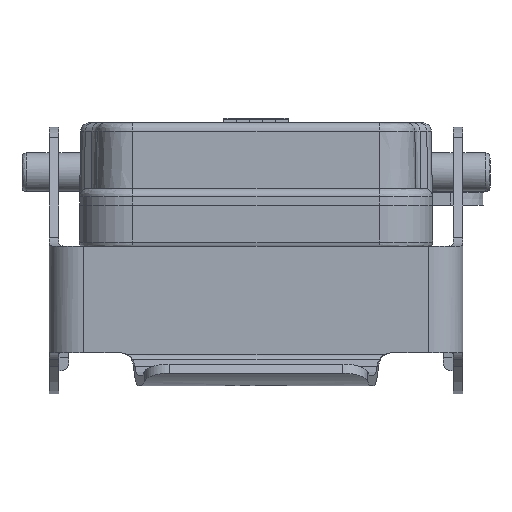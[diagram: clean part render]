
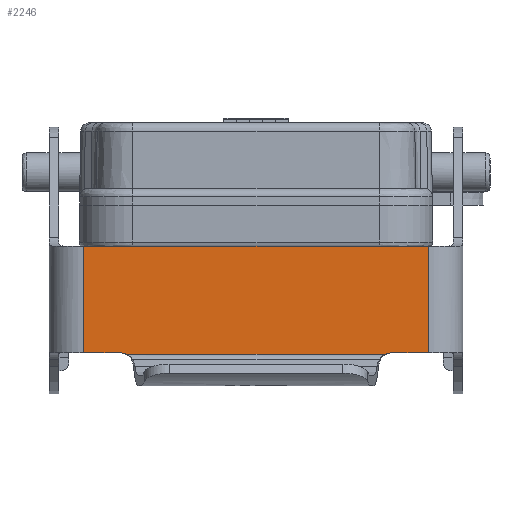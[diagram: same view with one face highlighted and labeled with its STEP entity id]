
A CAD part, left-side view. The second image highlights one B-rep face of the part: STEP entity #2246.
In plain terms, the highlighted planar face has unit normal (-1, 0, 0).
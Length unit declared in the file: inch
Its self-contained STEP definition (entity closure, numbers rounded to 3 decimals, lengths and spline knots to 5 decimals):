
#112 = EDGE_CURVE ( 'NONE', #17467, #3074, #13170, .T. ) ;
#209 = ORIENTED_EDGE ( 'NONE', *, *, #112, .T. ) ;
#222 = CARTESIAN_POINT ( 'NONE',  ( -1.57087, 0.6457, -0.62992 ) ) ;
#1075 = VERTEX_POINT ( 'NONE', #1915 ) ;
#1088 = DIRECTION ( 'NONE',  ( 0., 0., -1. ) ) ;
#1355 = VECTOR ( 'NONE', #8808, 39.37008 ) ;
#1389 = ORIENTED_EDGE ( 'NONE', *, *, #1935, .F. ) ;
#1570 = EDGE_CURVE ( 'NONE', #13460, #3074, #4372, .T. ) ;
#1637 = CARTESIAN_POINT ( 'NONE',  ( -1.57087, -0.63655, -0.62992 ) ) ;
#1847 = CARTESIAN_POINT ( 'NONE',  ( -1.57087, -0.99213, -0.62992 ) ) ;
#1915 = CARTESIAN_POINT ( 'NONE',  ( -1.57087, 0.82677, -0.62992 ) ) ;
#1935 = EDGE_CURVE ( 'NONE', #1075, #12272, #14928, .T. ) ;
#2246 = ADVANCED_FACE ( 'NONE', ( #4331 ), #11491, .T. ) ;
#2295 = ORIENTED_EDGE ( 'NONE', *, *, #4994, .T. ) ;
#2629 = CARTESIAN_POINT ( 'NONE',  ( -1.57087, -0.99213, -0.63592 ) ) ;
#2669 = LINE ( 'NONE', #13833, #16293 ) ;
#3065 = VECTOR ( 'NONE', #13272, 39.37008 ) ;
#3074 = VERTEX_POINT ( 'NONE', #15033 ) ;
#3281 = CARTESIAN_POINT ( 'NONE',  ( -1.57087, 0.63655, -0.62992 ) ) ;
#3565 = ORIENTED_EDGE ( 'NONE', *, *, #11471, .T. ) ;
#4116 = CARTESIAN_POINT ( 'NONE',  ( -1.57087, 0.82677, -0.11811 ) ) ;
#4120 = DIRECTION ( 'NONE',  ( 0., -1., 0. ) ) ;
#4331 = FACE_OUTER_BOUND ( 'NONE', #15126, .T. ) ;
#4372 = LINE ( 'NONE', #1847, #9817 ) ;
#4451 = VERTEX_POINT ( 'NONE', #16978 ) ;
#4976 = ORIENTED_EDGE ( 'NONE', *, *, #15783, .T. ) ;
#4994 = EDGE_CURVE ( 'NONE', #14948, #10891, #8774, .T. ) ;
#5646 = DIRECTION ( 'NONE',  ( 0., 0., 1. ) ) ;
#5741 = CARTESIAN_POINT ( 'NONE',  ( -1.57087, -0.99213, -0.62992 ) ) ;
#5898 = CARTESIAN_POINT ( 'NONE',  ( -1.57087, -0.61966, -0.63592 ) ) ;
#6122 = CARTESIAN_POINT ( 'NONE',  ( -1.57087, -0.61966, -0.63592 ) ) ;
#7758 = EDGE_CURVE ( 'NONE', #4451, #13460, #2669, .T. ) ;
#8463 = VECTOR ( 'NONE', #4120, 39.37008 ) ;
#8774 = B_SPLINE_CURVE_WITH_KNOTS ( 'NONE', 3,
 ( #12957, #3281, #13225, #10427 ),
 .UNSPECIFIED., .F., .F.,
 ( 4, 4 ),
 ( 0., 1. ),
 .UNSPECIFIED. ) ;
#8808 = DIRECTION ( 'NONE',  ( 0., 1., 0. ) ) ;
#9817 = VECTOR ( 'NONE', #11438, 39.37008 ) ;
#9999 = DIRECTION ( 'NONE',  ( -1., 0., 0. ) ) ;
#10427 = CARTESIAN_POINT ( 'NONE',  ( -1.57087, 0.61966, -0.63592 ) ) ;
#10474 = CARTESIAN_POINT ( 'NONE',  ( -1.57087, 0.82677, -0.62992 ) ) ;
#10560 = CARTESIAN_POINT ( 'NONE',  ( -1.57087, -0.99213, -0.11811 ) ) ;
#10793 = CARTESIAN_POINT ( 'NONE',  ( -1.57087, 0.61966, -0.63592 ) ) ;
#10891 = VERTEX_POINT ( 'NONE', #10793 ) ;
#11438 = DIRECTION ( 'NONE',  ( 0., 1., 0. ) ) ;
#11471 = EDGE_CURVE ( 'NONE', #1075, #14948, #14286, .T. ) ;
#11491 = PLANE ( 'NONE',  #17694 ) ;
#11784 = CARTESIAN_POINT ( 'NONE',  ( -1.57087, -0.62787, -0.63192 ) ) ;
#12177 = ORIENTED_EDGE ( 'NONE', *, *, #7758, .F. ) ;
#12272 = VERTEX_POINT ( 'NONE', #4116 ) ;
#12375 = CARTESIAN_POINT ( 'NONE',  ( -1.57087, -0.82677, -0.62992 ) ) ;
#12957 = CARTESIAN_POINT ( 'NONE',  ( -1.57087, 0.6457, -0.62992 ) ) ;
#13079 = EDGE_CURVE ( 'NONE', #10891, #17467, #15177, .T. ) ;
#13082 = DIRECTION ( 'NONE',  ( 0., -1., 0. ) ) ;
#13170 = B_SPLINE_CURVE_WITH_KNOTS ( 'NONE', 3,
 ( #6122, #11784, #1637, #17276 ),
 .UNSPECIFIED., .F., .F.,
 ( 4, 4 ),
 ( 0., 1. ),
 .UNSPECIFIED. ) ;
#13225 = CARTESIAN_POINT ( 'NONE',  ( -1.57087, 0.62787, -0.63192 ) ) ;
#13271 = VECTOR ( 'NONE', #13082, 39.37008 ) ;
#13272 = DIRECTION ( 'NONE',  ( 0., 0., 1. ) ) ;
#13460 = VERTEX_POINT ( 'NONE', #12375 ) ;
#13761 = ORIENTED_EDGE ( 'NONE', *, *, #1570, .F. ) ;
#13833 = CARTESIAN_POINT ( 'NONE',  ( -1.57087, -0.82677, -0.62992 ) ) ;
#14286 = LINE ( 'NONE', #5741, #13271 ) ;
#14928 = LINE ( 'NONE', #10474, #3065 ) ;
#14948 = VERTEX_POINT ( 'NONE', #222 ) ;
#15033 = CARTESIAN_POINT ( 'NONE',  ( -1.57087, -0.6457, -0.62992 ) ) ;
#15126 = EDGE_LOOP ( 'NONE', ( #16162, #209, #13761, #12177, #4976, #1389, #3565, #2295 ) ) ;
#15177 = LINE ( 'NONE', #2629, #8463 ) ;
#15783 = EDGE_CURVE ( 'NONE', #4451, #12272, #17633, .T. ) ;
#16162 = ORIENTED_EDGE ( 'NONE', *, *, #13079, .T. ) ;
#16293 = VECTOR ( 'NONE', #1088, 39.37008 ) ;
#16978 = CARTESIAN_POINT ( 'NONE',  ( -1.57087, -0.82677, -0.11811 ) ) ;
#17276 = CARTESIAN_POINT ( 'NONE',  ( -1.57087, -0.6457, -0.62992 ) ) ;
#17467 = VERTEX_POINT ( 'NONE', #5898 ) ;
#17633 = LINE ( 'NONE', #10560, #1355 ) ;
#17694 = AXIS2_PLACEMENT_3D ( 'NONE', #18389, #9999, #5646 ) ;
#18389 = CARTESIAN_POINT ( 'NONE',  ( -1.57087, -0.99213, -0.62992 ) ) ;
